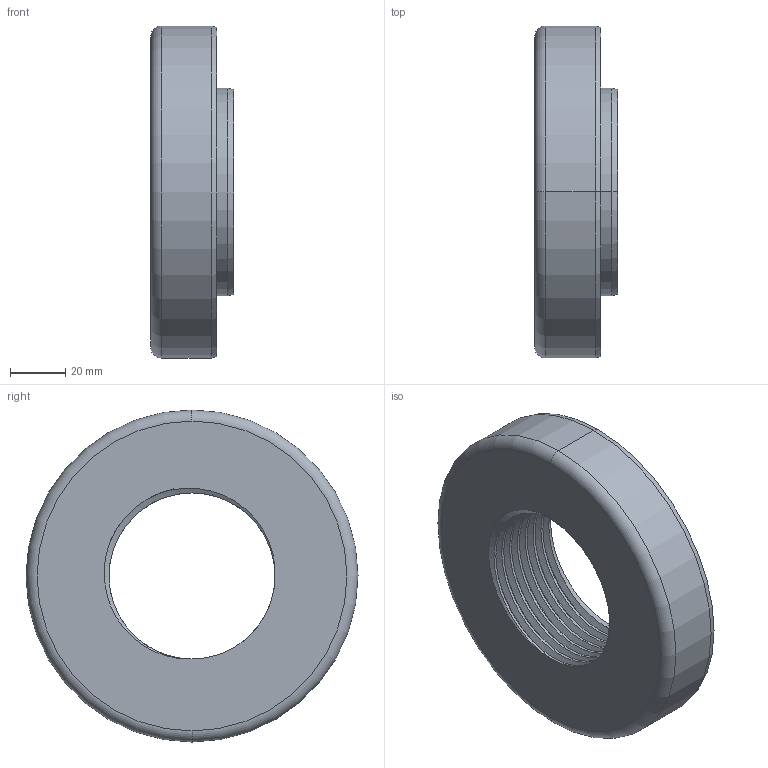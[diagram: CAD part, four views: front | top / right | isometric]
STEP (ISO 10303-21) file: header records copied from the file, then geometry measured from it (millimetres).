
FILE_DESCRIPTION (( 'STEP AP203' ), '1' );
FILE_NAME ('toz kecesý.STEP', '2018-03-23T11:23:20', ( '' ), ( '' ), 'SwSTEP 2.0', 'SolidWorks 2017', '' );
FILE_SCHEMA (( 'CONFIG_CONTROL_DESIGN' ));
Length unit declared in the file: millimetre
Products named in the file (1): toz kecesý
Bounding box: 30 x 120 x 120 mm (x, y, z)
Volume: 155296.4 mm3; surface area: 41281.6 mm2
Topology: 1 solids, 1 shells, 38 faces, 90 edges, 56 vertices
Faces by surface type: cylinder 22, cone 6, plane 5, bspline 3, torus 2
Entity records: 3637 total; most frequent: CARTESIAN_POINT 2769, ORIENTED_EDGE 180, DIRECTION 153, EDGE_CURVE 90, AXIS2_PLACEMENT_3D 61, VERTEX_POINT 56, EDGE_LOOP 42, FACE_OUTER_BOUND 38
